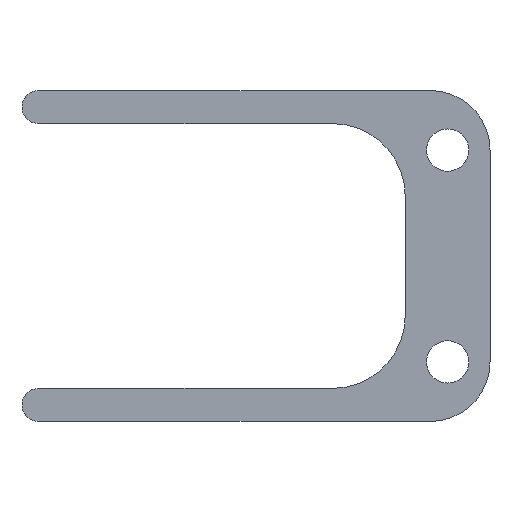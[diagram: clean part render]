
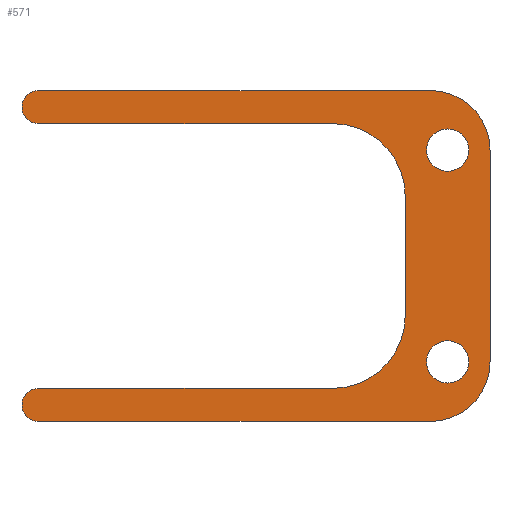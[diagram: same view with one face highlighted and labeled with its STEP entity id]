
A CAD part, front view. The second image highlights one B-rep face of the part: STEP entity #571.
In plain terms, the highlighted planar face has unit normal (0, -1, 0).
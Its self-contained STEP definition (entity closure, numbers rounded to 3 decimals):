
#31=FACE_BOUND('',#124,.T.);
#32=FACE_BOUND('',#125,.T.);
#43=CIRCLE('',#614,1.6);
#45=CIRCLE('',#617,1.6);
#47=CIRCLE('',#620,1.25);
#49=CIRCLE('',#624,5.5);
#51=CIRCLE('',#627,5.5);
#53=CIRCLE('',#631,1.25);
#55=CIRCLE('',#635,4.5);
#57=CIRCLE('',#638,4.5);
#88=FACE_OUTER_BOUND('',#123,.T.);
#123=EDGE_LOOP('',(#494,#495,#496,#497,#498,#499,#500,#501,#502,#503,#504,
#505));
#124=EDGE_LOOP('',(#506));
#125=EDGE_LOOP('',(#507));
#151=LINE('',#868,#206);
#164=LINE('',#899,#219);
#171=LINE('',#926,#226);
#175=LINE('',#941,#230);
#179=LINE('',#953,#234);
#183=LINE('',#966,#238);
#206=VECTOR('',#694,10.);
#219=VECTOR('',#729,10.);
#226=VECTOR('',#756,10.);
#230=VECTOR('',#774,10.);
#234=VECTOR('',#786,10.);
#238=VECTOR('',#804,10.);
#259=VERTEX_POINT('',#865);
#260=VERTEX_POINT('',#867);
#266=VERTEX_POINT('',#896);
#267=VERTEX_POINT('',#898);
#269=VERTEX_POINT('',#904);
#271=VERTEX_POINT('',#910);
#274=VERTEX_POINT('',#917);
#275=VERTEX_POINT('',#919);
#277=VERTEX_POINT('',#925);
#279=VERTEX_POINT('',#934);
#281=VERTEX_POINT('',#940);
#283=VERTEX_POINT('',#946);
#285=VERTEX_POINT('',#952);
#287=VERTEX_POINT('',#961);
#315=EDGE_CURVE('',#260,#259,#151,.T.);
#330=EDGE_CURVE('',#267,#266,#164,.T.);
#334=EDGE_CURVE('',#269,#269,#43,.T.);
#337=EDGE_CURVE('',#271,#271,#45,.T.);
#340=EDGE_CURVE('',#275,#274,#47,.T.);
#343=EDGE_CURVE('',#277,#275,#171,.T.);
#346=EDGE_CURVE('',#259,#277,#49,.T.);
#348=EDGE_CURVE('',#279,#260,#51,.T.);
#351=EDGE_CURVE('',#281,#279,#175,.T.);
#354=EDGE_CURVE('',#283,#281,#53,.T.);
#357=EDGE_CURVE('',#285,#283,#179,.T.);
#360=EDGE_CURVE('',#266,#285,#55,.T.);
#362=EDGE_CURVE('',#287,#267,#57,.T.);
#365=EDGE_CURVE('',#274,#287,#183,.T.);
#494=ORIENTED_EDGE('',*,*,#365,.T.);
#495=ORIENTED_EDGE('',*,*,#362,.T.);
#496=ORIENTED_EDGE('',*,*,#330,.T.);
#497=ORIENTED_EDGE('',*,*,#360,.T.);
#498=ORIENTED_EDGE('',*,*,#357,.T.);
#499=ORIENTED_EDGE('',*,*,#354,.T.);
#500=ORIENTED_EDGE('',*,*,#351,.T.);
#501=ORIENTED_EDGE('',*,*,#348,.T.);
#502=ORIENTED_EDGE('',*,*,#315,.T.);
#503=ORIENTED_EDGE('',*,*,#346,.T.);
#504=ORIENTED_EDGE('',*,*,#343,.T.);
#505=ORIENTED_EDGE('',*,*,#340,.T.);
#506=ORIENTED_EDGE('',*,*,#334,.T.);
#507=ORIENTED_EDGE('',*,*,#337,.T.);
#539=PLANE('',#640);
#571=ADVANCED_FACE('',(#88,#31,#32),#539,.T.);
#614=AXIS2_PLACEMENT_3D('',#906,#736,#737);
#617=AXIS2_PLACEMENT_3D('',#912,#743,#744);
#620=AXIS2_PLACEMENT_3D('',#920,#750,#751);
#624=AXIS2_PLACEMENT_3D('',#930,#762,#763);
#627=AXIS2_PLACEMENT_3D('',#935,#768,#769);
#631=AXIS2_PLACEMENT_3D('',#947,#780,#781);
#635=AXIS2_PLACEMENT_3D('',#957,#792,#793);
#638=AXIS2_PLACEMENT_3D('',#962,#798,#799);
#640=AXIS2_PLACEMENT_3D('',#967,#805,#806);
#694=DIRECTION('',(0.,0.,-1.));
#729=DIRECTION('',(0.,0.,1.));
#736=DIRECTION('center_axis',(0.,1.,0.));
#737=DIRECTION('ref_axis',(1.,0.,0.));
#743=DIRECTION('center_axis',(0.,1.,0.));
#744=DIRECTION('ref_axis',(1.,0.,0.));
#750=DIRECTION('center_axis',(0.,-1.,0.));
#751=DIRECTION('ref_axis',(1.,0.,0.));
#756=DIRECTION('',(-1.,0.,0.));
#762=DIRECTION('center_axis',(0.,1.,0.));
#763=DIRECTION('ref_axis',(0.,0.,-1.));
#768=DIRECTION('center_axis',(0.,1.,0.));
#769=DIRECTION('ref_axis',(1.,0.,0.));
#774=DIRECTION('',(1.,0.,0.));
#780=DIRECTION('center_axis',(0.,-1.,0.));
#781=DIRECTION('ref_axis',(1.,0.,0.));
#786=DIRECTION('',(-1.,0.,0.));
#792=DIRECTION('center_axis',(0.,-1.,0.));
#793=DIRECTION('ref_axis',(1.,0.,0.));
#798=DIRECTION('center_axis',(0.,-1.,0.));
#799=DIRECTION('ref_axis',(0.,0.,-1.));
#804=DIRECTION('',(1.,0.,0.));
#805=DIRECTION('center_axis',(0.,-1.,0.));
#806=DIRECTION('ref_axis',(1.,0.,0.));
#865=CARTESIAN_POINT('',(12.9,-4.5,8.));
#867=CARTESIAN_POINT('',(12.9,-4.5,17.));
#868=CARTESIAN_POINT('',(12.9,-4.5,17.));
#896=CARTESIAN_POINT('',(19.3,-4.5,20.5));
#898=CARTESIAN_POINT('',(19.3,-4.5,4.5));
#899=CARTESIAN_POINT('',(19.3,-4.5,4.5));
#904=CARTESIAN_POINT('',(14.5,-4.5,20.5));
#906=CARTESIAN_POINT('Origin',(16.1,-4.5,20.5));
#910=CARTESIAN_POINT('',(14.5,-4.5,4.5));
#912=CARTESIAN_POINT('Origin',(16.1,-4.5,4.5));
#917=CARTESIAN_POINT('',(-14.8,-4.5,0.));
#919=CARTESIAN_POINT('',(-14.8,-4.5,2.5));
#920=CARTESIAN_POINT('Origin',(-14.8,-4.5,1.25));
#925=CARTESIAN_POINT('',(7.4,-4.5,2.5));
#926=CARTESIAN_POINT('',(-14.8,-4.5,2.5));
#930=CARTESIAN_POINT('Origin',(7.4,-4.5,8.));
#934=CARTESIAN_POINT('',(7.4,-4.5,22.5));
#935=CARTESIAN_POINT('Origin',(7.4,-4.5,17.));
#940=CARTESIAN_POINT('',(-14.8,-4.5,22.5));
#941=CARTESIAN_POINT('',(-14.8,-4.5,22.5));
#946=CARTESIAN_POINT('',(-14.8,-4.5,25.));
#947=CARTESIAN_POINT('Origin',(-14.8,-4.5,23.75));
#952=CARTESIAN_POINT('',(14.8,-4.5,25.));
#953=CARTESIAN_POINT('',(14.8,-4.5,25.));
#957=CARTESIAN_POINT('Origin',(14.8,-4.5,20.5));
#961=CARTESIAN_POINT('',(14.8,-4.5,0.));
#962=CARTESIAN_POINT('Origin',(14.8,-4.5,4.5));
#966=CARTESIAN_POINT('',(7.4,-4.5,0.));
#967=CARTESIAN_POINT('Origin',(1.625,-4.5,12.5));
